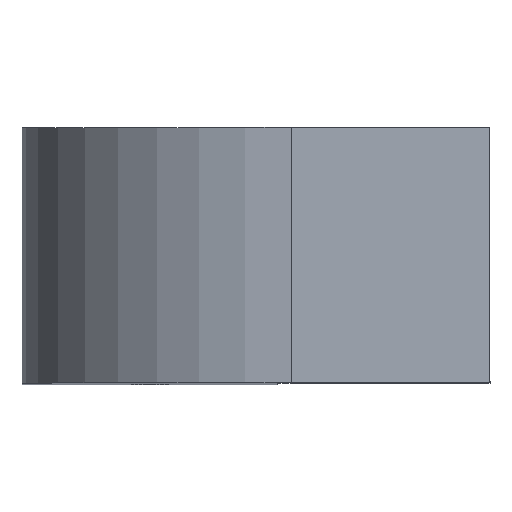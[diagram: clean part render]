
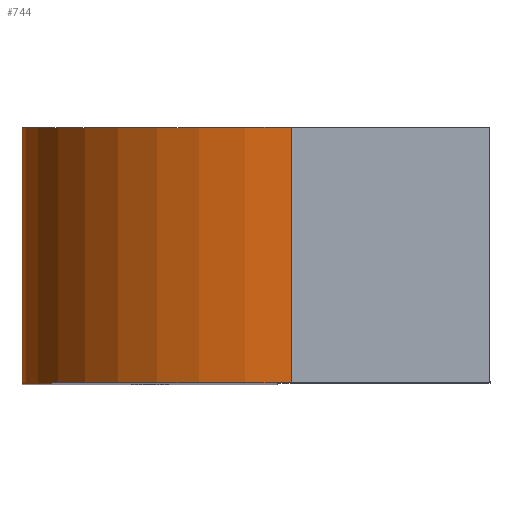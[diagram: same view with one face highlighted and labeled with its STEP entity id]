
A CAD part, top view. The second image highlights one B-rep face of the part: STEP entity #744.
In plain terms, the highlighted cylindrical face has radius 24.13 mm (diameter 48.26 mm), a partial arc.
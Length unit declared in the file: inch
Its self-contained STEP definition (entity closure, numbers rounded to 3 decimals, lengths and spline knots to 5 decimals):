
#79=FACE_OUTER_BOUND('',#127,.T.);
#127=EDGE_LOOP('',(#643,#644,#645,#646));
#180=LINE('',#1242,#242);
#194=LINE('',#1294,#256);
#242=VECTOR('',#994,0.3937);
#256=VECTOR('',#1058,0.3937);
#292=CIRCLE('',#823,0.95);
#304=CIRCLE('',#846,0.95);
#356=VERTEX_POINT('',#1239);
#357=VERTEX_POINT('',#1241);
#359=VERTEX_POINT('',#1247);
#370=VERTEX_POINT('',#1292);
#444=EDGE_CURVE('',#357,#356,#180,.T.);
#447=EDGE_CURVE('',#359,#357,#292,.T.);
#470=EDGE_CURVE('',#356,#370,#304,.T.);
#471=EDGE_CURVE('',#370,#359,#194,.T.);
#643=ORIENTED_EDGE('',*,*,#444,.T.);
#644=ORIENTED_EDGE('',*,*,#470,.T.);
#645=ORIENTED_EDGE('',*,*,#471,.T.);
#646=ORIENTED_EDGE('',*,*,#447,.T.);
#710=CYLINDRICAL_SURFACE('',#845,0.95);
#744=ADVANCED_FACE('',(#79),#710,.T.);
#823=AXIS2_PLACEMENT_3D('',#1248,#999,#1000);
#845=AXIS2_PLACEMENT_3D('',#1291,#1054,#1055);
#846=AXIS2_PLACEMENT_3D('',#1293,#1056,#1057);
#994=DIRECTION('',(0.,-1.,0.));
#999=DIRECTION('center_axis',(0.,-1.,0.));
#1000=DIRECTION('ref_axis',(-0.707,0.,0.707));
#1054=DIRECTION('center_axis',(0.,1.,0.));
#1055=DIRECTION('ref_axis',(-0.707,0.,0.707));
#1056=DIRECTION('center_axis',(0.,1.,0.));
#1057=DIRECTION('ref_axis',(-0.707,0.,0.707));
#1058=DIRECTION('',(0.,1.,0.));
#1239=CARTESIAN_POINT('',(-1.65,0.,-0.9));
#1241=CARTESIAN_POINT('',(-1.65,0.9,-0.9));
#1242=CARTESIAN_POINT('',(-1.65,0.,-0.9));
#1247=CARTESIAN_POINT('',(-0.7,0.9,0.05));
#1248=CARTESIAN_POINT('Origin',(-0.7,0.9,-0.9));
#1291=CARTESIAN_POINT('Origin',(-0.7,0.,-0.9));
#1292=CARTESIAN_POINT('',(-0.7,0.,0.05));
#1293=CARTESIAN_POINT('Origin',(-0.7,0.,-0.9));
#1294=CARTESIAN_POINT('',(-0.7,0.,0.05));
